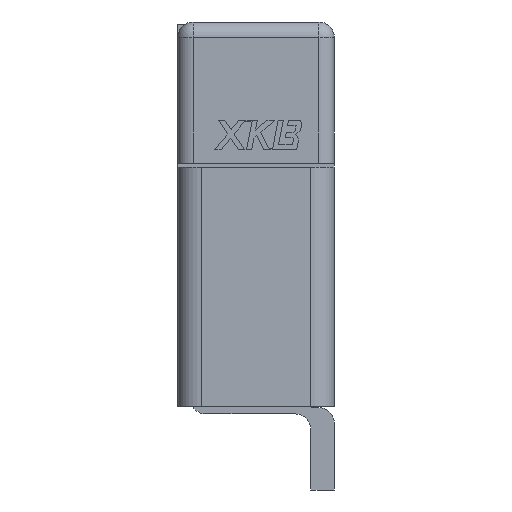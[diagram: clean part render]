
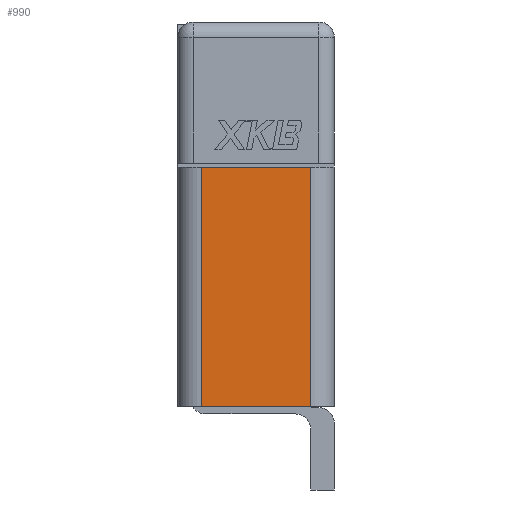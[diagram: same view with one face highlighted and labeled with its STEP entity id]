
A CAD part, left-side view. The second image highlights one B-rep face of the part: STEP entity #990.
In plain terms, the highlighted planar face has unit normal (-1, 0, 0).
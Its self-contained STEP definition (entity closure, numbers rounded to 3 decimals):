
#990=ADVANCED_FACE('',(#2886),#2887,.T.);
#2886=FACE_OUTER_BOUND('',#4784,.T.);
#2887=PLANE('',#4785);
#4784=EDGE_LOOP('',(#12900,#12901,#12902,#12903));
#4785=AXIS2_PLACEMENT_3D('',#12904,#12905,#12906);
#12900=ORIENTED_EDGE('',*,*,#13177,.T.);
#12901=ORIENTED_EDGE('',*,*,#15564,.F.);
#12902=ORIENTED_EDGE('',*,*,#14123,.T.);
#12903=ORIENTED_EDGE('',*,*,#15565,.T.);
#12904=CARTESIAN_POINT('',(-12.3,-1.0,-4.13));
#12905=DIRECTION('',(-1.0,0.0,0.0));
#12906=DIRECTION('',(0.0,0.0,1.0));
#13177=EDGE_CURVE('',#16072,#16070,#16073,.T.);
#14123=EDGE_CURVE('',#17558,#17556,#17559,.T.);
#15564=EDGE_CURVE('',#17558,#16070,#19913,.T.);
#15565=EDGE_CURVE('',#17556,#16072,#19914,.T.);
#16070=VERTEX_POINT('',#20572);
#16072=VERTEX_POINT('',#20574);
#16073=LINE('',#20575,#20576);
#17556=VERTEX_POINT('',#22865);
#17558=VERTEX_POINT('',#22867);
#17559=LINE('',#22868,#22869);
#19913=LINE('',#26331,#26332);
#19914=LINE('',#26333,#26334);
#20572=CARTESIAN_POINT('',(-12.3,0.7,-1.08));
#20574=CARTESIAN_POINT('',(-12.3,-0.7,-1.08));
#20575=CARTESIAN_POINT('',(-12.3,-0.7,-1.08));
#20576=VECTOR('',#26797,1.4);
#22865=CARTESIAN_POINT('',(-12.3,-0.7,-4.13));
#22867=CARTESIAN_POINT('',(-12.3,0.7,-4.13));
#22868=CARTESIAN_POINT('',(-12.3,0.7,-4.13));
#22869=VECTOR('',#28021,1.4);
#26331=CARTESIAN_POINT('',(-12.3,0.7,-4.13));
#26332=VECTOR('',#30126,3.05);
#26333=CARTESIAN_POINT('',(-12.3,-0.7,-4.13));
#26334=VECTOR('',#30127,3.05);
#26797=DIRECTION('',(0.0,1.0,0.0));
#28021=DIRECTION('',(0.0,-1.0,0.0));
#30126=DIRECTION('',(0.0,0.0,1.0));
#30127=DIRECTION('',(0.0,0.0,1.0));
